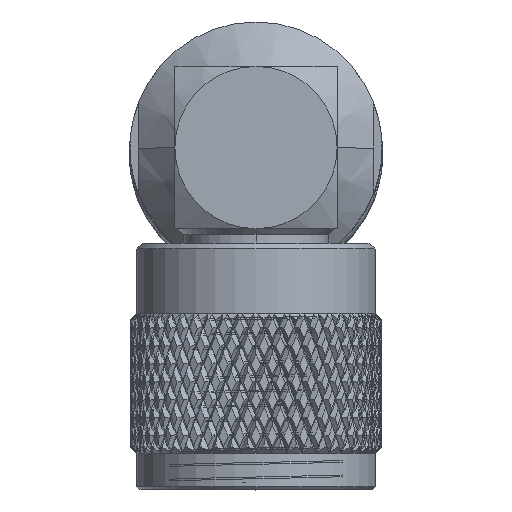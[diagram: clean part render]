
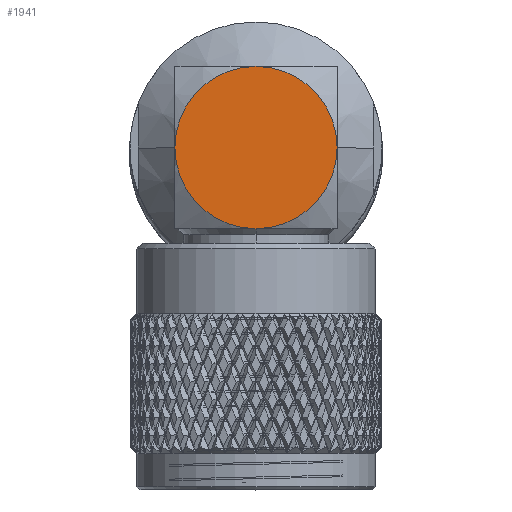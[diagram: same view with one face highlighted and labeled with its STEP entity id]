
A CAD part, top view. The second image highlights one B-rep face of the part: STEP entity #1941.
In plain terms, the highlighted face is planar.
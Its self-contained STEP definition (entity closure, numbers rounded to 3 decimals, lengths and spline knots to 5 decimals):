
#1941 = ADVANCED_FACE ( 'NONE', ( #23697 ), #148058, .F. ) ;
#3024 = AXIS2_PLACEMENT_3D ( 'NONE', #26289, #9367, #25577 ) ;
#4515 = CARTESIAN_POINT ( 'NONE',  ( -0.28, 0., 0. ) ) ;
#7292 = ORIENTED_EDGE ( 'NONE', *, *, #179288, .F. ) ;
#8032 = ORIENTED_EDGE ( 'NONE', *, *, #27252, .F. ) ;
#9367 = DIRECTION ( 'NONE',  ( 1., 0., 0. ) ) ;
#11973 = DIRECTION ( 'NONE',  ( 1., 0., 0. ) ) ;
#18185 = DIRECTION ( 'NONE',  ( 0., 0., -1. ) ) ;
#23697 = FACE_OUTER_BOUND ( 'NONE', #128832, .T. ) ;
#25577 = DIRECTION ( 'NONE',  ( 0., 0., -1. ) ) ;
#26289 = CARTESIAN_POINT ( 'NONE',  ( -0.28, 0., 0. ) ) ;
#27252 = EDGE_CURVE ( 'NONE', #105279, #54004, #80598, .T. ) ;
#51901 = DIRECTION ( 'NONE',  ( 0., 0., 1. ) ) ;
#54004 = VERTEX_POINT ( 'NONE', #135413 ) ;
#62676 = ORIENTED_EDGE ( 'NONE', *, *, #82699, .F. ) ;
#69700 = CARTESIAN_POINT ( 'NONE',  ( -0.28, -0.28, 0. ) ) ;
#76175 = VERTEX_POINT ( 'NONE', #181797 ) ;
#76207 = CARTESIAN_POINT ( 'NONE',  ( -0.28, 0., 0. ) ) ;
#80598 = CIRCLE ( 'NONE', #165935, 0.28 ) ;
#81214 = AXIS2_PLACEMENT_3D ( 'NONE', #114886, #182452, #18185 ) ;
#82699 = EDGE_CURVE ( 'NONE', #193540, #105279, #154186, .T. ) ;
#97853 = CARTESIAN_POINT ( 'NONE',  ( -0.28, 0., 0.28 ) ) ;
#100867 = DIRECTION ( 'NONE',  ( 0., 0., -1. ) ) ;
#105279 = VERTEX_POINT ( 'NONE', #69700 ) ;
#114886 = CARTESIAN_POINT ( 'NONE',  ( -0.28, -0.28, 0.28 ) ) ;
#122430 = AXIS2_PLACEMENT_3D ( 'NONE', #4515, #164761, #51901 ) ;
#128832 = EDGE_LOOP ( 'NONE', ( #7292, #8032, #62676, #145309 ) ) ;
#135413 = CARTESIAN_POINT ( 'NONE',  ( -0.28, 0., -0.28 ) ) ;
#145309 = ORIENTED_EDGE ( 'NONE', *, *, #145779, .T. ) ;
#145779 = EDGE_CURVE ( 'NONE', #193540, #76175, #203749, .T. ) ;
#148058 = PLANE ( 'NONE',  #81214 ) ;
#154186 = CIRCLE ( 'NONE', #3024, 0.28 ) ;
#164761 = DIRECTION ( 'NONE',  ( -1., 0., 0. ) ) ;
#165935 = AXIS2_PLACEMENT_3D ( 'NONE', #76207, #11973, #186823 ) ;
#168991 = CIRCLE ( 'NONE', #208931, 0.28 ) ;
#179288 = EDGE_CURVE ( 'NONE', #54004, #76175, #168991, .T. ) ;
#181797 = CARTESIAN_POINT ( 'NONE',  ( -0.28, 0.28, 0. ) ) ;
#182452 = DIRECTION ( 'NONE',  ( 1., 0., 0. ) ) ;
#182609 = DIRECTION ( 'NONE',  ( 1., 0., 0. ) ) ;
#186823 = DIRECTION ( 'NONE',  ( 0., 0., -1. ) ) ;
#193540 = VERTEX_POINT ( 'NONE', #97853 ) ;
#197257 = CARTESIAN_POINT ( 'NONE',  ( -0.28, 0., 0. ) ) ;
#203749 = CIRCLE ( 'NONE', #122430, 0.28 ) ;
#208931 = AXIS2_PLACEMENT_3D ( 'NONE', #197257, #182609, #100867 ) ;
